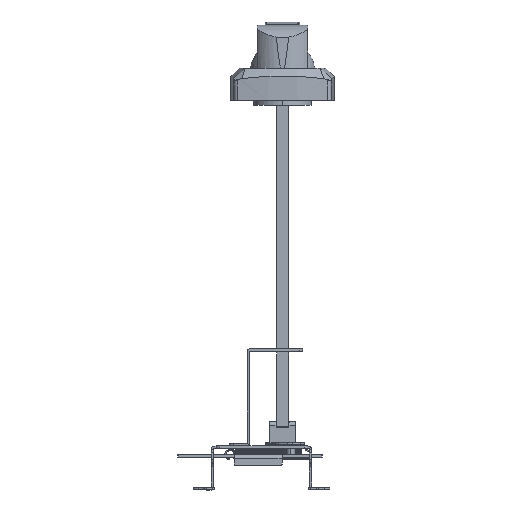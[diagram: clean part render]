
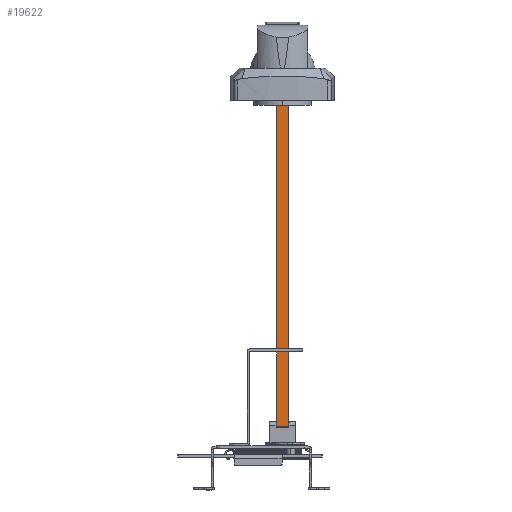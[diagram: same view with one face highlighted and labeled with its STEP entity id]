
A CAD part, top view. The second image highlights one B-rep face of the part: STEP entity #19622.
In plain terms, the highlighted planar face has unit normal (-0.029, 0, 1).
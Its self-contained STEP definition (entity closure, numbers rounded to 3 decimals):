
#894 = VECTOR ( 'NONE', #25632, 1000. ) ;
#1915 = ORIENTED_EDGE ( 'NONE', *, *, #14646, .F. ) ;
#3786 = CARTESIAN_POINT ( 'NONE',  ( 23.146, 374.047, -13.662 ) ) ;
#3917 = FACE_OUTER_BOUND ( 'NONE', #29404, .T. ) ;
#6637 = LINE ( 'NONE', #15417, #33858 ) ;
#6971 = DIRECTION ( 'NONE',  ( 1., 0., 0.029 ) ) ;
#8436 = CARTESIAN_POINT ( 'NONE',  ( 23.146, 374.047, -13.662 ) ) ;
#10064 = VERTEX_POINT ( 'NONE', #32451 ) ;
#10067 = DIRECTION ( 'NONE',  ( -1., 0., -0.029 ) ) ;
#10587 = ORIENTED_EDGE ( 'NONE', *, *, #26978, .T. ) ;
#10803 = VECTOR ( 'NONE', #23507, 1000. ) ;
#11860 = CARTESIAN_POINT ( 'NONE',  ( 23.146, 69.247, -13.662 ) ) ;
#14408 = DIRECTION ( 'NONE',  ( 0., -1., 0. ) ) ;
#14646 = EDGE_CURVE ( 'NONE', #10064, #19747, #20641, .T. ) ;
#15028 = VECTOR ( 'NONE', #14408, 1000. ) ;
#15417 = CARTESIAN_POINT ( 'NONE',  ( 23.146, 374.047, -13.662 ) ) ;
#16291 = CARTESIAN_POINT ( 'NONE',  ( 13.151, 374.047, -13.954 ) ) ;
#16615 = ORIENTED_EDGE ( 'NONE', *, *, #23881, .T. ) ;
#19168 = DIRECTION ( 'NONE',  ( -0.029, 0., 1. ) ) ;
#19622 = ADVANCED_FACE ( 'NONE', ( #3917 ), #27973, .T. ) ;
#19747 = VERTEX_POINT ( 'NONE', #34453 ) ;
#20641 = LINE ( 'NONE', #11860, #10803 ) ;
#22950 = LINE ( 'NONE', #8436, #894 ) ;
#23507 = DIRECTION ( 'NONE',  ( -1., 0., -0.029 ) ) ;
#23881 = EDGE_CURVE ( 'NONE', #31260, #34184, #6637, .T. ) ;
#24676 = ORIENTED_EDGE ( 'NONE', *, *, #35381, .F. ) ;
#25632 = DIRECTION ( 'NONE',  ( 0., -1., 0. ) ) ;
#26410 = LINE ( 'NONE', #32152, #15028 ) ;
#26978 = EDGE_CURVE ( 'NONE', #34184, #19747, #26410, .T. ) ;
#27973 = PLANE ( 'NONE',  #29808 ) ;
#29404 = EDGE_LOOP ( 'NONE', ( #1915, #24676, #16615, #10587 ) ) ;
#29808 = AXIS2_PLACEMENT_3D ( 'NONE', #36550, #19168, #6971 ) ;
#31260 = VERTEX_POINT ( 'NONE', #3786 ) ;
#32152 = CARTESIAN_POINT ( 'NONE',  ( 13.151, 374.047, -13.954 ) ) ;
#32451 = CARTESIAN_POINT ( 'NONE',  ( 23.146, 69.247, -13.662 ) ) ;
#33858 = VECTOR ( 'NONE', #10067, 1000. ) ;
#34184 = VERTEX_POINT ( 'NONE', #16291 ) ;
#34453 = CARTESIAN_POINT ( 'NONE',  ( 13.151, 69.247, -13.954 ) ) ;
#35381 = EDGE_CURVE ( 'NONE', #31260, #10064, #22950, .T. ) ;
#36550 = CARTESIAN_POINT ( 'NONE',  ( 23.146, 374.047, -13.662 ) ) ;
